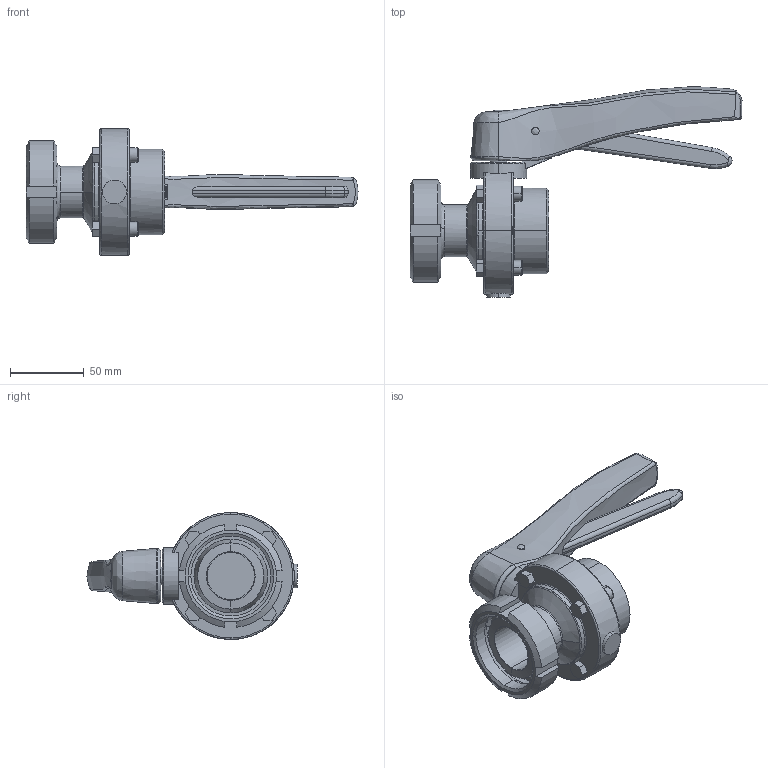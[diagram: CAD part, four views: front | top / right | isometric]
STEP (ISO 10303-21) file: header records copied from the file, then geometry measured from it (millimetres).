
FILE_DESCRIPTION (( 'STEP AP214' ), '1' );
FILE_NAME ('4304.032.STEP', '2010-04-07T11:50:15', ( 'admin' ), ( '' ), 'SwSTEP 2.0', 'SolidWorks 2009', '' );
FILE_SCHEMA (( 'AUTOMOTIVE_DESIGN' ));
Length unit declared in the file: millimetre
Products named in the file (1): 4304.032
Bounding box: 225 x 142.63 x 86 mm (x, y, z)
Volume: 363133.7 mm3; surface area: 69960.6 mm2
Topology: 1 solids, 1 shells, 288 faces, 692 edges, 434 vertices
Faces by surface type: plane 104, bspline 63, cylinder 63, cone 56, torus 2
Entity records: 27431 total; most frequent: CARTESIAN_POINT 20430, ORIENTED_EDGE 1384, DIRECTION 1165, EDGE_CURVE 692, AXIS2_PLACEMENT_3D 449, VERTEX_POINT 434, EDGE_LOOP 318, FACE_OUTER_BOUND 288
